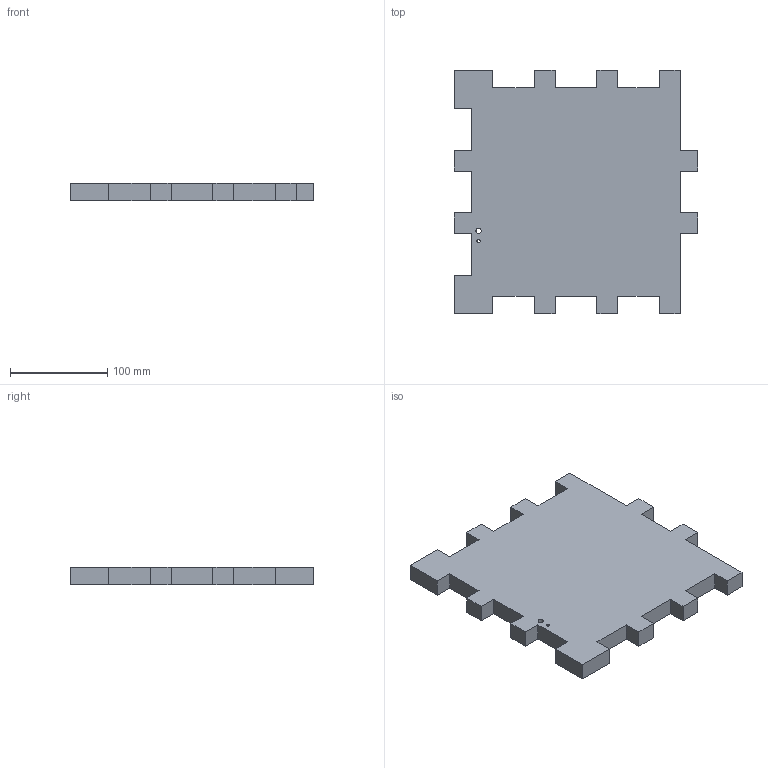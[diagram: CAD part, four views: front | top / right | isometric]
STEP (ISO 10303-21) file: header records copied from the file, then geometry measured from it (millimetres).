
FILE_DESCRIPTION(/* description */ (''),/* implementation_level */ '2;1');
FILE_NAME(/* name */ '5.stp',/* time_stamp */ '2025-12-30T16:55:55Z',/* author */ ('Balint'),/* organization */ (''),/* preprocessor_version */ 'ST-DEVELOPER v20',/* originating_system */ 'Autodesk Inventor 2025',/* authorisation */ '');
FILE_SCHEMA (('AUTOMOTIVE_DESIGN { 1 0 10303 214 3 1 1 }'));
Length unit declared in the file: millimetre
Products named in the file (1): 5
Bounding box: 250 x 250 x 18 mm (x, y, z)
Volume: 932461.6 mm3; surface area: 128595.8 mm2
Topology: 1 solids, 1 shells, 52 faces, 150 edges, 100 vertices
Faces by surface type: plane 50, cylinder 2
Full cylindrical faces by diameter (mm): 3.5 x1, 5.5 x1
Entity records: 1790 total; most frequent: CARTESIAN_POINT 303, ORIENTED_EDGE 300, DIRECTION 260, EDGE_CURVE 150, LINE 146, VECTOR 146, VERTEX_POINT 100, AXIS2_PLACEMENT_3D 57
